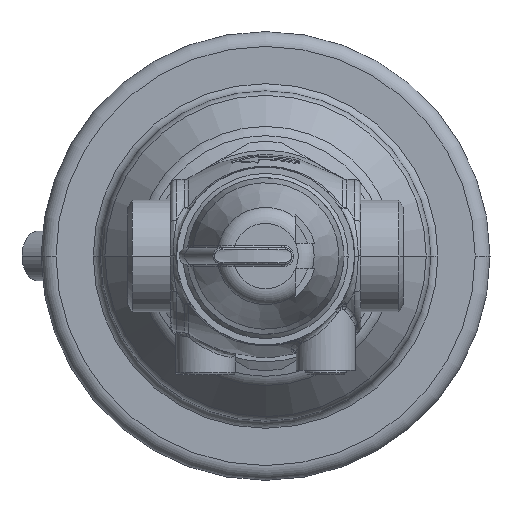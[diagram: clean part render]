
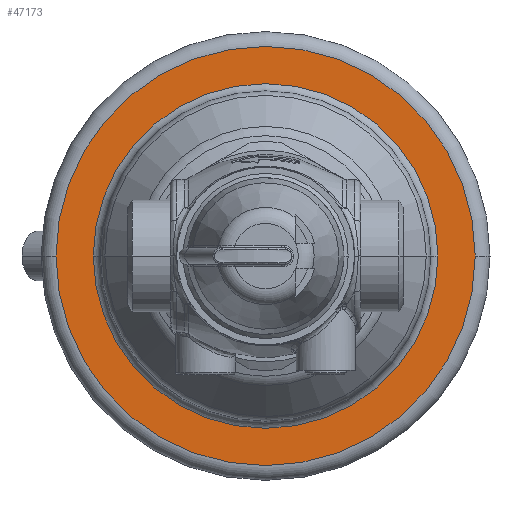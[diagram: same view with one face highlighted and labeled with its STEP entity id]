
A CAD part, front view. The second image highlights one B-rep face of the part: STEP entity #47173.
In plain terms, the highlighted planar face has unit normal (0, -1, 0).
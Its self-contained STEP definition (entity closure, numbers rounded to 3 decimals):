
#44616=CARTESIAN_POINT('',(0.,66.082,0.));
#44617=DIRECTION('',(0.,1.,0.));
#44618=DIRECTION('',(1.,0.,0.));
#44619=AXIS2_PLACEMENT_3D('',#44616,#44617,#44618);
#44621=CARTESIAN_POINT('',(0.,66.082,0.));
#44622=DIRECTION('',(0.,-1.,0.));
#44623=DIRECTION('',(1.,0.,0.));
#44624=AXIS2_PLACEMENT_3D('',#44621,#44622,#44623);
#44641=CARTESIAN_POINT('',(0.,66.082,0.));
#44642=DIRECTION('',(0.,-1.,0.));
#44643=DIRECTION('',(1.,0.,0.));
#44644=AXIS2_PLACEMENT_3D('',#44641,#44642,#44643);
#44651=CARTESIAN_POINT('',(0.,66.082,0.));
#44652=DIRECTION('',(0.,1.,0.));
#44653=DIRECTION('',(1.,0.,0.));
#44654=AXIS2_PLACEMENT_3D('',#44651,#44652,#44653);
#46165=CARTESIAN_POINT('',(40.7,66.082,0.));
#46167=VERTEX_POINT('',#46165);
#46169=CARTESIAN_POINT('',(-40.7,66.082,0.));
#46171=VERTEX_POINT('',#46169);
#46176=CARTESIAN_POINT('',(49.5,66.082,0.));
#46177=CARTESIAN_POINT('',(-49.5,66.082,0.));
#46178=VERTEX_POINT('',#46176);
#46179=VERTEX_POINT('',#46177);
#47158=CARTESIAN_POINT('',(0.,66.082,0.));
#47159=DIRECTION('',(0.,-1.,0.));
#47160=DIRECTION('',(-1.,0.,0.));
#47161=AXIS2_PLACEMENT_3D('',#47158,#47159,#47160);
#47162=PLANE('',#47161);
#47164=ORIENTED_EDGE('',*,*,#47163,.F.);
#47166=ORIENTED_EDGE('',*,*,#47165,.T.);
#47167=EDGE_LOOP('',(#47164,#47166));
#47168=FACE_OUTER_BOUND('',#47167,.F.);
#47169=ORIENTED_EDGE('',*,*,#47151,.F.);
#47170=ORIENTED_EDGE('',*,*,#47140,.T.);
#47171=EDGE_LOOP('',(#47169,#47170));
#47172=FACE_BOUND('',#47171,.F.);
#47173=ADVANCED_FACE('',(#47168,#47172),#47162,.T.);
#44620=CIRCLE('',#44619,40.7);
#44625=CIRCLE('',#44624,40.7);
#44645=CIRCLE('',#44644,49.5);
#44655=CIRCLE('',#44654,49.5);
#47140=EDGE_CURVE('',#46167,#46171,#44625,.T.);
#47151=EDGE_CURVE('',#46167,#46171,#44620,.T.);
#47163=EDGE_CURVE('',#46178,#46179,#44645,.T.);
#47165=EDGE_CURVE('',#46178,#46179,#44655,.T.);
